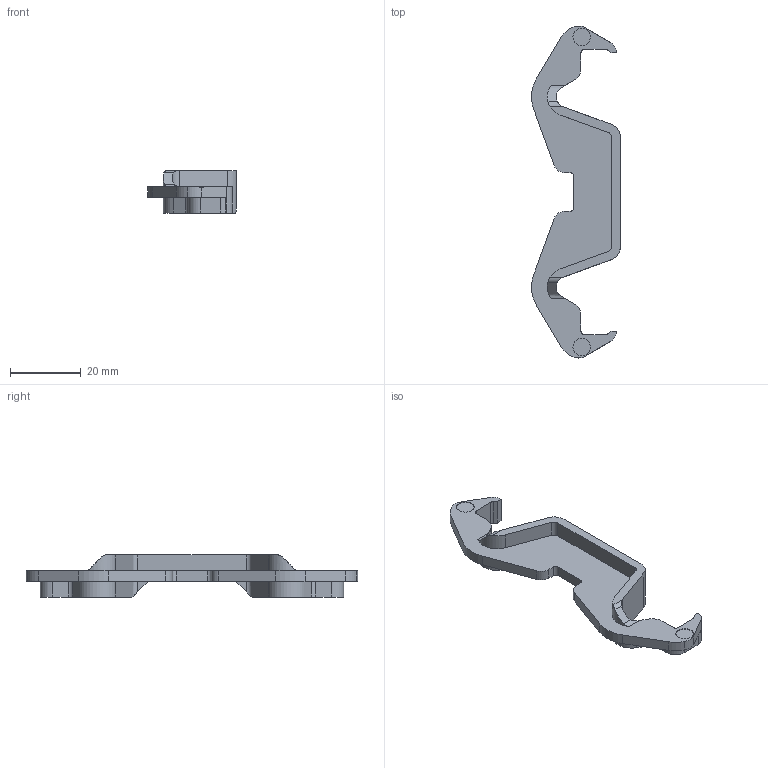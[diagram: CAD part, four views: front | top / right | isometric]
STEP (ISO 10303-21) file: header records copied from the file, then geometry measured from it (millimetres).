
FILE_DESCRIPTION (( 'STEP AP214' ), '1' );
FILE_NAME ('6288640.stp', '2016-05-05T14:02:27', ( '' ), ( '' ), 'SwSTEP 2.0', 'SolidWorks 2014', '' );
FILE_SCHEMA (( 'AUTOMOTIVE_DESIGN' ));
Length unit declared in the file: millimetre
Products named in the file (1): 6288640
Bounding box: 25.23 x 94.14 x 12 mm (x, y, z)
Volume: 5924.8 mm3; surface area: 5094 mm2
Topology: 1 solids, 1 shells, 96 faces, 276 edges, 184 vertices
Faces by surface type: cylinder 48, plane 48
Entity records: 3254 total; most frequent: CARTESIAN_POINT 683, ORIENTED_EDGE 552, DIRECTION 524, EDGE_CURVE 276, VERTEX_POINT 184, AXIS2_PLACEMENT_3D 177, LINE 170, VECTOR 170
